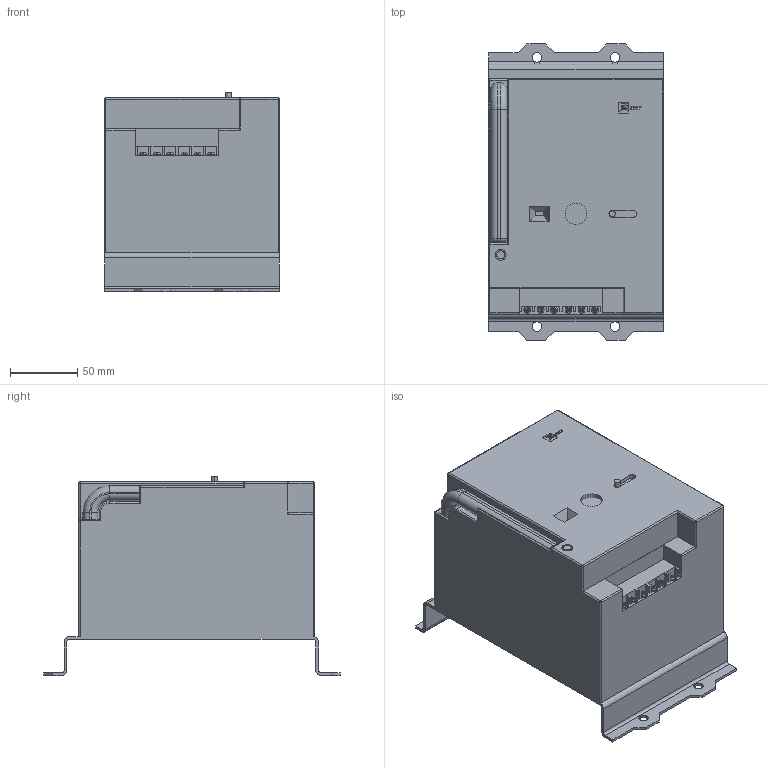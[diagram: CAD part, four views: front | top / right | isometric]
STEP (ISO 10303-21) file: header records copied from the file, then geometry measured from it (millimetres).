
FILE_DESCRIPTION (( 'STEP AP203' ), '1' );
FILE_NAME ('Ìîòîðíûé ïðèâîä ê ÂÀ-99Ì 630 EKF Basic.STEP', '2018-06-14T11:29:22', ( '' ), ( '' ), 'SwSTEP 2.0', 'SolidWorks 2017', '' );
FILE_SCHEMA (( 'CONFIG_CONTROL_DESIGN' ));
Length unit declared in the file: millimetre
Products named in the file (1): Ìîòîðíûé ïðèâîä ê ÂÀ-99Ì 630 EKF Basic
Bounding box: 130 x 220 x 148 mm (x, y, z)
Volume: 2609453.2 mm3; surface area: 150757.2 mm2
Topology: 1 solids, 1 shells, 371 faces, 1010 edges, 649 vertices
Faces by surface type: plane 229, cylinder 90, torus 24, bspline 20, sphere 8
Entity records: 12393 total; most frequent: CARTESIAN_POINT 3072, ORIENTED_EDGE 2004, DIRECTION 1827, EDGE_CURVE 1002, LINE 683, VECTOR 683, VERTEX_POINT 649, AXIS2_PLACEMENT_3D 572
